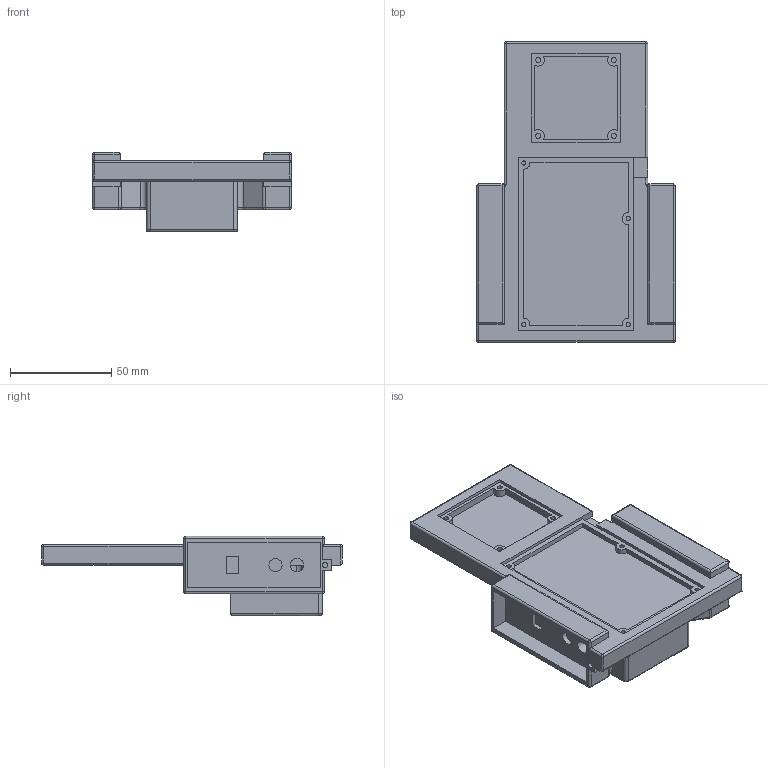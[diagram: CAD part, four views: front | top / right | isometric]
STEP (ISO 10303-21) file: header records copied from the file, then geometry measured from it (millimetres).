
FILE_DESCRIPTION(/* description */ (''),/* implementation_level */ '2;1');
FILE_NAME(/* name */ 'SBP Chassis v8.step',/* time_stamp */ '2025-09-28T15:08:26-04:00',/* author */ (''),/* organization */ (''),/* preprocessor_version */ 'ST-DEVELOPER v20.1',/* originating_system */ 'Autodesk Translation Framework v14.17.0.0',/* authorisation */ '');
FILE_SCHEMA (('AUTOMOTIVE_DESIGN { 1 0 10303 214 3 1 1 }'));
Length unit declared in the file: millimetre
Products named in the file (1): SBP Chassis
Bounding box: 98 x 148.45 x 39.25 mm (x, y, z)
Volume: 137468.4 mm3; surface area: 51887.3 mm2
Topology: 1 solids, 1 shells, 271 faces, 650 edges, 397 vertices
Faces by surface type: plane 122, cylinder 106, torus 16, sphere 14, bspline 13
Full cylindrical faces by diameter (mm): 2.075 x4, 2.529 x6, 6.5 x4
Entity records: 8367 total; most frequent: CARTESIAN_POINT 1943, DIRECTION 1390, ORIENTED_EDGE 1296, EDGE_CURVE 648, AXIS2_PLACEMENT_3D 498, VERTEX_POINT 397, LINE 394, VECTOR 394
